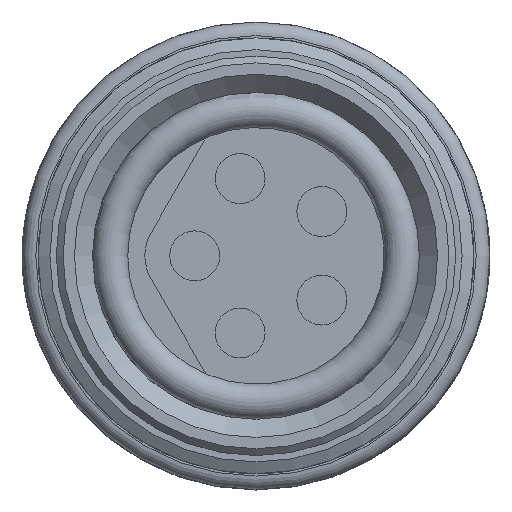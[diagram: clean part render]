
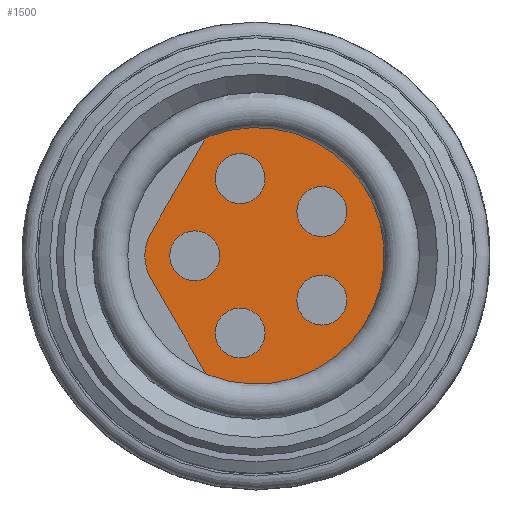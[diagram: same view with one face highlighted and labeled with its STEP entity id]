
A CAD part, front view. The second image highlights one B-rep face of the part: STEP entity #1500.
In plain terms, the highlighted planar face has unit normal (0, -1, 0).
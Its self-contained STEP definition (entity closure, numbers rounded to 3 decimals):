
#270=LINE('',#9507,#514);
#275=LINE('',#9523,#519);
#514=VECTOR('',#6767,1.);
#519=VECTOR('',#6786,1.);
#731=PLANE('',#5799);
#1500=ADVANCED_FACE('',(#1804,#1805,#1806,#1807,#1808,#1809),#731,.F.);
#1804=FACE_BOUND('',#2064,.T.);
#1805=FACE_BOUND('',#2065,.T.);
#1806=FACE_BOUND('',#2066,.T.);
#1807=FACE_BOUND('',#2067,.T.);
#1808=FACE_BOUND('',#2068,.T.);
#1809=FACE_BOUND('',#2069,.T.);
#2064=EDGE_LOOP('',(#2896));
#2065=EDGE_LOOP('',(#2897));
#2066=EDGE_LOOP('',(#2898));
#2067=EDGE_LOOP('',(#2899));
#2068=EDGE_LOOP('',(#2900));
#2069=EDGE_LOOP('',(#2901,#2902,#2903,#2904,#2905,#2906));
#2896=ORIENTED_EDGE('',*,*,#4667,.F.);
#2897=ORIENTED_EDGE('',*,*,#4665,.F.);
#2898=ORIENTED_EDGE('',*,*,#4662,.F.);
#2899=ORIENTED_EDGE('',*,*,#4661,.F.);
#2900=ORIENTED_EDGE('',*,*,#4659,.F.);
#2901=ORIENTED_EDGE('',*,*,#4649,.T.);
#2902=ORIENTED_EDGE('',*,*,#4647,.T.);
#2903=ORIENTED_EDGE('',*,*,#4652,.F.);
#2904=ORIENTED_EDGE('',*,*,#4654,.T.);
#2905=ORIENTED_EDGE('',*,*,#4657,.T.);
#2906=ORIENTED_EDGE('',*,*,#4655,.T.);
#4048=VERTEX_POINT('',#9502);
#4049=VERTEX_POINT('',#9504);
#4050=VERTEX_POINT('',#9508);
#4051=VERTEX_POINT('',#9512);
#4052=VERTEX_POINT('',#9516);
#4053=VERTEX_POINT('',#9520);
#4055=VERTEX_POINT('',#9528);
#4057=VERTEX_POINT('',#9533);
#4058=VERTEX_POINT('',#9536);
#4061=VERTEX_POINT('',#9543);
#4063=VERTEX_POINT('',#9548);
#4647=EDGE_CURVE('',#4049,#4048,#5291,.T.);
#4649=EDGE_CURVE('',#4050,#4049,#270,.T.);
#4652=EDGE_CURVE('',#4051,#4048,#5292,.T.);
#4654=EDGE_CURVE('',#4051,#4052,#5293,.T.);
#4655=EDGE_CURVE('',#4053,#4050,#5294,.T.);
#4657=EDGE_CURVE('',#4052,#4053,#275,.T.);
#4659=EDGE_CURVE('',#4055,#4055,#5296,.T.);
#4661=EDGE_CURVE('',#4057,#4057,#5298,.T.);
#4662=EDGE_CURVE('',#4058,#4058,#5299,.T.);
#4665=EDGE_CURVE('',#4061,#4061,#5302,.T.);
#4667=EDGE_CURVE('',#4063,#4063,#5304,.T.);
#5291=CIRCLE('',#5774,0.2);
#5292=CIRCLE('',#5777,2.825);
#5293=CIRCLE('',#5779,0.2);
#5294=CIRCLE('',#5781,1.);
#5296=CIRCLE('',#5785,0.55);
#5298=CIRCLE('',#5788,0.55);
#5299=CIRCLE('',#5790,0.55);
#5302=CIRCLE('',#5794,0.55);
#5304=CIRCLE('',#5797,0.55);
#5774=AXIS2_PLACEMENT_3D('',#9503,#6762,#6763);
#5777=AXIS2_PLACEMENT_3D('',#9513,#6772,#6773);
#5779=AXIS2_PLACEMENT_3D('',#9517,#6777,#6778);
#5781=AXIS2_PLACEMENT_3D('',#9519,#6781,#6782);
#5785=AXIS2_PLACEMENT_3D('',#9527,#6791,#6792);
#5788=AXIS2_PLACEMENT_3D('',#9532,#6797,#6798);
#5790=AXIS2_PLACEMENT_3D('',#9535,#6801,#6802);
#5794=AXIS2_PLACEMENT_3D('',#9542,#6809,#6810);
#5797=AXIS2_PLACEMENT_3D('',#9547,#6815,#6816);
#5799=AXIS2_PLACEMENT_3D('',#9550,#6819,#6820);
#6762=DIRECTION('',(0.,-1.,0.));
#6763=DIRECTION('',(1.,0.,0.));
#6767=DIRECTION('',(0.5,0.,-0.866));
#6772=DIRECTION('',(0.,1.,0.));
#6773=DIRECTION('',(1.,0.,0.));
#6777=DIRECTION('',(0.,-1.,0.));
#6778=DIRECTION('',(1.,0.,0.));
#6781=DIRECTION('',(0.,-1.,0.));
#6782=DIRECTION('',(0.,0.,-1.));
#6786=DIRECTION('',(-0.5,0.,-0.866));
#6791=DIRECTION('',(0.,-1.,0.));
#6792=DIRECTION('',(0.,0.,-1.));
#6797=DIRECTION('',(0.,-1.,0.));
#6798=DIRECTION('',(0.,0.,-1.));
#6801=DIRECTION('',(0.,-1.,0.));
#6802=DIRECTION('',(0.,0.,-1.));
#6809=DIRECTION('',(0.,-1.,0.));
#6810=DIRECTION('',(0.,0.,-1.));
#6815=DIRECTION('',(0.,-1.,0.));
#6816=DIRECTION('',(0.,0.,-1.));
#6819=DIRECTION('',(0.,1.,0.));
#6820=DIRECTION('',(-1.,0.,0.));
#9502=CARTESIAN_POINT('',(97.213,-5.546,-2.624));
#9503=CARTESIAN_POINT('',(97.286,-5.546,-2.438));
#9504=CARTESIAN_POINT('',(97.113,-5.546,-2.538));
#9507=CARTESIAN_POINT('',(95.934,-5.546,-0.496));
#9508=CARTESIAN_POINT('',(95.934,-5.546,-0.496));
#9512=CARTESIAN_POINT('',(97.213,-5.546,2.631));
#9513=CARTESIAN_POINT('',(98.25,-5.546,0.004));
#9516=CARTESIAN_POINT('',(97.113,-5.546,2.545));
#9517=CARTESIAN_POINT('',(97.286,-5.546,2.445));
#9519=CARTESIAN_POINT('',(96.8,-5.546,0.004));
#9520=CARTESIAN_POINT('',(95.934,-5.546,0.504));
#9523=CARTESIAN_POINT('',(97.147,-5.546,2.605));
#9527=CARTESIAN_POINT('',(96.9,-5.546,0.004));
#9528=CARTESIAN_POINT('',(96.9,-5.546,-0.546));
#9532=CARTESIAN_POINT('',(99.7,-5.546,-0.971));
#9533=CARTESIAN_POINT('',(99.7,-5.546,-1.521));
#9535=CARTESIAN_POINT('',(99.7,-5.546,0.979));
#9536=CARTESIAN_POINT('',(99.7,-5.546,0.429));
#9542=CARTESIAN_POINT('',(97.9,-5.546,1.704));
#9543=CARTESIAN_POINT('',(97.9,-5.546,1.154));
#9547=CARTESIAN_POINT('',(97.9,-5.546,-1.696));
#9548=CARTESIAN_POINT('',(97.9,-5.546,-2.246));
#9550=CARTESIAN_POINT('',(98.25,-5.546,0.004));
